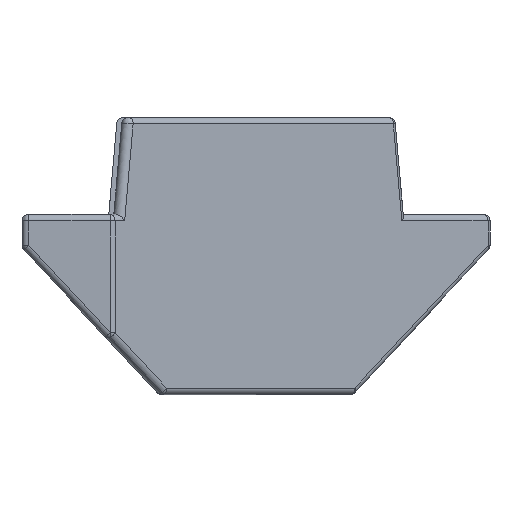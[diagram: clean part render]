
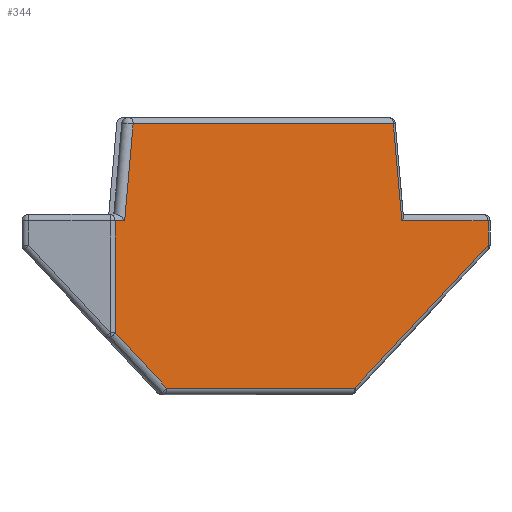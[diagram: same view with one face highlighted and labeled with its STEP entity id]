
A CAD part, left-side view. The second image highlights one B-rep face of the part: STEP entity #344.
In plain terms, the highlighted planar face has unit normal (-0.707, -0.707, 0).
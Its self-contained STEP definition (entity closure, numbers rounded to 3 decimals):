
#7 = CARTESIAN_POINT ( 'NONE',  ( 1.578, -6.952, 4.487 ) ) ;
#26 = LINE ( 'NONE', #1080, #1364 ) ;
#35 = LINE ( 'NONE', #980, #115 ) ;
#110 = LINE ( 'NONE', #1246, #139 ) ;
#115 = VECTOR ( 'NONE', #2160, 1000. ) ;
#139 = VECTOR ( 'NONE', #195, 1000. ) ;
#149 = LINE ( 'NONE', #7, #172 ) ;
#165 = LINE ( 'NONE', #1965, #758 ) ;
#172 = VECTOR ( 'NONE', #1231, 1000. ) ;
#195 = DIRECTION ( 'NONE',  ( -0.087, 0.087, -0.992 ) ) ;
#229 = EDGE_LOOP ( 'NONE', ( #1351, #1133, #347, #1442, #1489, #246, #1445, #1830, #364, #1507 ) ) ;
#246 = ORIENTED_EDGE ( 'NONE', *, *, #896, .T. ) ;
#249 = VECTOR ( 'NONE', #1054, 1000. ) ;
#344 = ADVANCED_FACE ( 'NONE', ( #853 ), #511, .F. ) ;
#347 = ORIENTED_EDGE ( 'NONE', *, *, #1895, .T. ) ;
#364 = ORIENTED_EDGE ( 'NONE', *, *, #769, .T. ) ;
#368 = VERTEX_POINT ( 'NONE', #1901 ) ;
#372 = VERTEX_POINT ( 'NONE', #1205 ) ;
#390 = VECTOR ( 'NONE', #1933, 1000. ) ;
#408 = CARTESIAN_POINT ( 'NONE',  ( -2.42, -2.954, 0.2 ) ) ;
#438 = VECTOR ( 'NONE', #1685, 1000. ) ;
#468 = LINE ( 'NONE', #475, #438 ) ;
#475 = CARTESIAN_POINT ( 'NONE',  ( 1.567, -6.941, -0.7 ) ) ;
#502 = CARTESIAN_POINT ( 'NONE',  ( -11.444, 6.07, -0.7 ) ) ;
#511 = PLANE ( 'NONE',  #1839 ) ;
#717 = DIRECTION ( 'NONE',  ( -0.707, 0.707, 0. ) ) ;
#735 = LINE ( 'NONE', #883, #249 ) ;
#743 = CARTESIAN_POINT ( 'NONE',  ( -9.65, 4.276, 5.2 ) ) ;
#758 = VECTOR ( 'NONE', #1614, 1000. ) ;
#769 = EDGE_CURVE ( 'NONE', #1260, #2031, #149, .T. ) ;
#814 = EDGE_CURVE ( 'NONE', #1738, #368, #110, .T. ) ;
#846 = CARTESIAN_POINT ( 'NONE',  ( -9.591, 4.217, 5.2 ) ) ;
#853 = FACE_OUTER_BOUND ( 'NONE', #229, .T. ) ;
#870 = EDGE_CURVE ( 'NONE', #1555, #977, #35, .T. ) ;
#880 = LINE ( 'NONE', #743, #390 ) ;
#883 = CARTESIAN_POINT ( 'NONE',  ( -8.309, 2.935, 0.482 ) ) ;
#896 = EDGE_CURVE ( 'NONE', #1728, #2217, #2158, .T. ) ;
#977 = VERTEX_POINT ( 'NONE', #1687 ) ;
#980 = CARTESIAN_POINT ( 'NONE',  ( -0.661, -4.713, 1.187 ) ) ;
#1012 = CARTESIAN_POINT ( 'NONE',  ( 1.567, -6.941, 5.2 ) ) ;
#1051 = DIRECTION ( 'NONE',  ( -0.707, 0.707, 0. ) ) ;
#1054 = DIRECTION ( 'NONE',  ( 0.563, -0.563, -0.604 ) ) ;
#1080 = CARTESIAN_POINT ( 'NONE',  ( -11.444, 6.07, 0.2 ) ) ;
#1132 = LINE ( 'NONE', #1918, #1410 ) ;
#1133 = ORIENTED_EDGE ( 'NONE', *, *, #870, .T. ) ;
#1151 = DIRECTION ( 'NONE',  ( 0., 0., -1. ) ) ;
#1205 = CARTESIAN_POINT ( 'NONE',  ( -8.046, 2.672, 0.2 ) ) ;
#1231 = DIRECTION ( 'NONE',  ( 0.563, -0.563, 0.604 ) ) ;
#1246 = CARTESIAN_POINT ( 'NONE',  ( -9.844, 4.47, -0.98 ) ) ;
#1260 = VERTEX_POINT ( 'NONE', #408 ) ;
#1351 = ORIENTED_EDGE ( 'NONE', *, *, #2052, .T. ) ;
#1364 = VECTOR ( 'NONE', #2091, 1000. ) ;
#1410 = VECTOR ( 'NONE', #717, 1000. ) ;
#1442 = ORIENTED_EDGE ( 'NONE', *, *, #814, .T. ) ;
#1445 = ORIENTED_EDGE ( 'NONE', *, *, #1827, .T. ) ;
#1457 = VERTEX_POINT ( 'NONE', #1012 ) ;
#1489 = ORIENTED_EDGE ( 'NONE', *, *, #1955, .T. ) ;
#1507 = ORIENTED_EDGE ( 'NONE', *, *, #1683, .T. ) ;
#1555 = VERTEX_POINT ( 'NONE', #2150 ) ;
#1614 = DIRECTION ( 'NONE',  ( -0.707, 0.707, 0. ) ) ;
#1659 = CARTESIAN_POINT ( 'NONE',  ( -9.591, 4.217, -0.7 ) ) ;
#1671 = CARTESIAN_POINT ( 'NONE',  ( -9.591, 4.217, 1.858 ) ) ;
#1683 = EDGE_CURVE ( 'NONE', #2031, #1457, #468, .T. ) ;
#1685 = DIRECTION ( 'NONE',  ( 0., 0., 1. ) ) ;
#1687 = CARTESIAN_POINT ( 'NONE',  ( -1.266, -4.108, 8.1 ) ) ;
#1728 = VERTEX_POINT ( 'NONE', #846 ) ;
#1738 = VERTEX_POINT ( 'NONE', #2041 ) ;
#1827 = EDGE_CURVE ( 'NONE', #2217, #372, #735, .T. ) ;
#1830 = ORIENTED_EDGE ( 'NONE', *, *, #1920, .T. ) ;
#1839 = AXIS2_PLACEMENT_3D ( 'NONE', #502, #2067, #1051 ) ;
#1895 = EDGE_CURVE ( 'NONE', #977, #1738, #1132, .T. ) ;
#1901 = CARTESIAN_POINT ( 'NONE',  ( -9.303, 3.929, 5.2 ) ) ;
#1918 = CARTESIAN_POINT ( 'NONE',  ( -9.374, 4., 8.1 ) ) ;
#1920 = EDGE_CURVE ( 'NONE', #372, #1260, #26, .T. ) ;
#1933 = DIRECTION ( 'NONE',  ( -0.707, 0.707, 0. ) ) ;
#1951 = CARTESIAN_POINT ( 'NONE',  ( 1.567, -6.941, 4.475 ) ) ;
#1955 = EDGE_CURVE ( 'NONE', #368, #1728, #880, .T. ) ;
#1965 = CARTESIAN_POINT ( 'NONE',  ( -11.444, 6.07, 5.2 ) ) ;
#2031 = VERTEX_POINT ( 'NONE', #1951 ) ;
#2041 = CARTESIAN_POINT ( 'NONE',  ( -9.049, 3.675, 8.1 ) ) ;
#2052 = EDGE_CURVE ( 'NONE', #1457, #1555, #165, .T. ) ;
#2067 = DIRECTION ( 'NONE',  ( 0.707, 0.707, 0. ) ) ;
#2091 = DIRECTION ( 'NONE',  ( 0.707, -0.707, 0. ) ) ;
#2150 = CARTESIAN_POINT ( 'NONE',  ( -1.012, -4.362, 5.2 ) ) ;
#2158 = LINE ( 'NONE', #1659, #2182 ) ;
#2160 = DIRECTION ( 'NONE',  ( -0.087, 0.087, 0.992 ) ) ;
#2182 = VECTOR ( 'NONE', #1151, 1000. ) ;
#2217 = VERTEX_POINT ( 'NONE', #1671 ) ;
